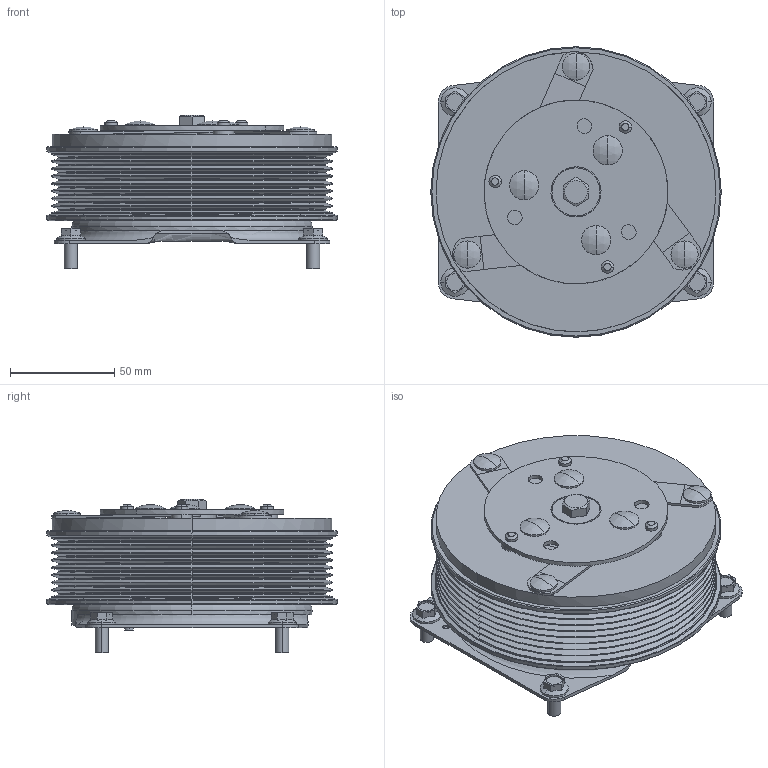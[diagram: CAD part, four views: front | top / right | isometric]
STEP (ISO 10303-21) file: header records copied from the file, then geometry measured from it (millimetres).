
FILE_DESCRIPTION (( 'STEP AP203' ), '1' );
FILE_NAME ('51537600_MA-N05_MGCL.STEP', '2015-07-29T02:47:17', ( '' ), ( '' ), 'SwSTEP 2.0', 'SolidWorks 2014', '' );
FILE_SCHEMA (( 'CONFIG_CONTROL_DESIGN' ));
Length unit declared in the file: millimetre
Products named in the file (1): 51537600_MA-N05_MGCL
Bounding box: 139 x 139 x 73.3 mm (x, y, z)
Volume: 557300.6 mm3; surface area: 118339.8 mm2
Topology: 7 solids, 16 shells, 572 faces, 1401 edges, 867 vertices
Faces by surface type: cylinder 214, plane 161, torus 103, cone 82, sphere 12
Entity records: 17435 total; most frequent: DIRECTION 3286, CARTESIAN_POINT 3275, ORIENTED_EDGE 2778, AXIS2_PLACEMENT_3D 1404, EDGE_CURVE 1389, VERTEX_POINT 867, CIRCLE 831, EDGE_LOOP 658
